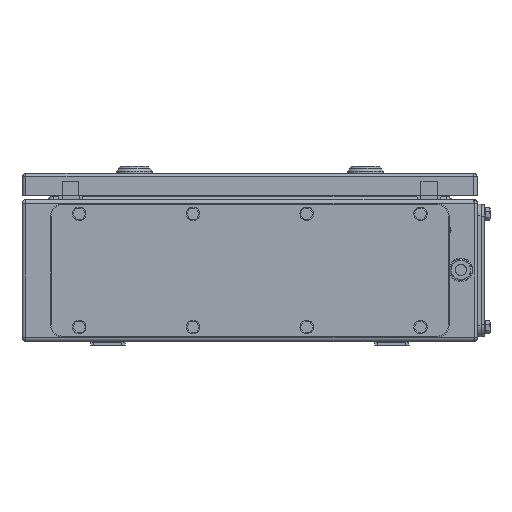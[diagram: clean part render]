
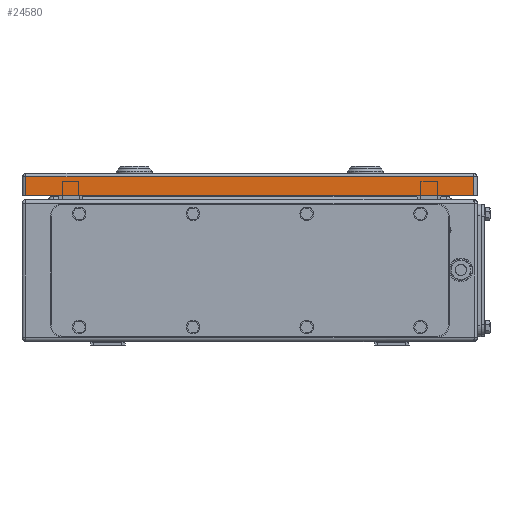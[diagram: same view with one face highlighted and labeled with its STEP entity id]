
A CAD part, left-side view. The second image highlights one B-rep face of the part: STEP entity #24580.
In plain terms, the highlighted planar face has unit normal (-1, 0, 0).
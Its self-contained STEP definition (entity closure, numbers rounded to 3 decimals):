
#24553=AXIS2_PLACEMENT_3D('Plane Axis2P3D',#24550,#24551,#24552) ;
#24417=CARTESIAN_POINT('Line Origine',(41.,214.,133.5)) ;
#24421=CARTESIAN_POINT('Vertex',(41.,413.5,133.5)) ;
#24423=CARTESIAN_POINT('Vertex',(41.,14.5,133.5)) ;
#24550=CARTESIAN_POINT('Axis2P3D Location',(41.,11.5,133.5)) ;
#24555=CARTESIAN_POINT('Line Origine',(41.,14.5,142.)) ;
#24559=CARTESIAN_POINT('Vertex',(41.,14.5,150.5)) ;
#24562=CARTESIAN_POINT('Line Origine',(41.,214.,150.5)) ;
#24566=CARTESIAN_POINT('Vertex',(41.,413.5,150.5)) ;
#24569=CARTESIAN_POINT('Line Origine',(41.,413.5,142.)) ;
#24418=DIRECTION('Vector Direction',(0.,-1.,0.)) ;
#24551=DIRECTION('Axis2P3D Direction',(-1.,0.,0.)) ;
#24552=DIRECTION('Axis2P3D XDirection',(0.,-1.,0.)) ;
#24556=DIRECTION('Vector Direction',(0.,0.,1.)) ;
#24563=DIRECTION('Vector Direction',(0.,1.,0.)) ;
#24570=DIRECTION('Vector Direction',(0.,0.,-1.)) ;
#24419=VECTOR('Line Direction',#24418,1.) ;
#24557=VECTOR('Line Direction',#24556,1.) ;
#24564=VECTOR('Line Direction',#24563,1.) ;
#24571=VECTOR('Line Direction',#24570,1.) ;
#24575=ORIENTED_EDGE('',*,*,#24561,.T.) ;
#24576=ORIENTED_EDGE('',*,*,#24568,.T.) ;
#24577=ORIENTED_EDGE('',*,*,#24573,.T.) ;
#24578=ORIENTED_EDGE('',*,*,#24425,.T.) ;
#24580=ADVANCED_FACE('51374_ASM_DE_KTB_QL_XXXxXXX_S3D-1/DE_QL_S3D-1-solid1',(#24579),#24554,.T.) ;
#24425=EDGE_CURVE('',#24422,#24424,#24420,.T.) ;
#24561=EDGE_CURVE('',#24424,#24560,#24558,.T.) ;
#24568=EDGE_CURVE('',#24560,#24567,#24565,.T.) ;
#24573=EDGE_CURVE('',#24567,#24422,#24572,.T.) ;
#24574=EDGE_LOOP('',(#24575,#24576,#24577,#24578)) ;
#24579=FACE_OUTER_BOUND('',#24574,.T.) ;
#24420=LINE('Line',#24417,#24419) ;
#24558=LINE('Line',#24555,#24557) ;
#24565=LINE('Line',#24562,#24564) ;
#24572=LINE('Line',#24569,#24571) ;
#24554=PLANE('',#24553) ;
#24422=VERTEX_POINT('',#24421) ;
#24424=VERTEX_POINT('',#24423) ;
#24560=VERTEX_POINT('',#24559) ;
#24567=VERTEX_POINT('',#24566) ;
